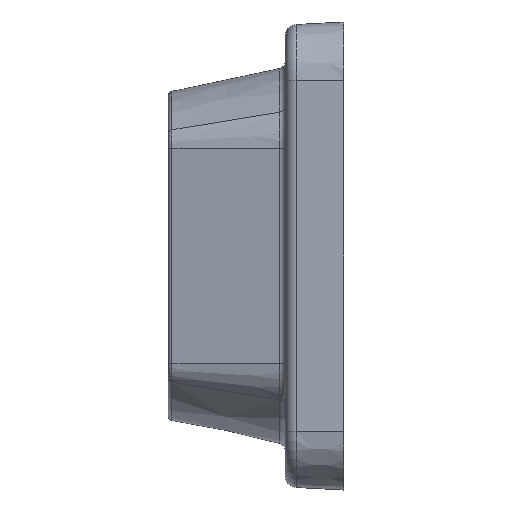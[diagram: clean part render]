
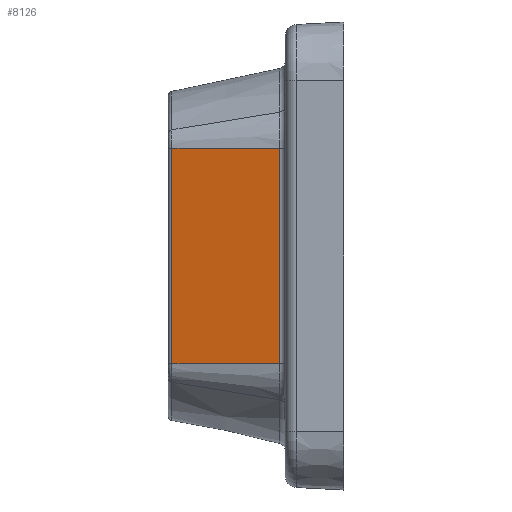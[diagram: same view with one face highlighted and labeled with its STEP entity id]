
A CAD part, left-side view. The second image highlights one B-rep face of the part: STEP entity #8126.
In plain terms, the highlighted planar face has unit normal (-0.978, 0.208, 0).
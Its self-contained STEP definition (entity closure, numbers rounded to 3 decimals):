
#330 = AXIS2_PLACEMENT_3D ( 'NONE', #3627, #7292, #2910 ) ;
#490 = ORIENTED_EDGE ( 'NONE', *, *, #783, .T. ) ;
#608 = ORIENTED_EDGE ( 'NONE', *, *, #5344, .T. ) ;
#783 = EDGE_CURVE ( 'NONE', #7351, #6038, #7543, .T. ) ;
#989 = DIRECTION ( 'NONE',  ( 0., 0., -1. ) ) ;
#1548 = VERTEX_POINT ( 'NONE', #2237 ) ;
#1849 = CARTESIAN_POINT ( 'NONE',  ( -48.5, 75., 46.019 ) ) ;
#2237 = CARTESIAN_POINT ( 'NONE',  ( -58.623, 27.376, 46.019 ) ) ;
#2375 = EDGE_CURVE ( 'NONE', #2459, #1548, #8962, .T. ) ;
#2459 = VERTEX_POINT ( 'NONE', #8366 ) ;
#2492 = EDGE_CURVE ( 'NONE', #7351, #1548, #8054, .T. ) ;
#2566 = DIRECTION ( 'NONE',  ( -0.208, -0.978, 0. ) ) ;
#2604 = ORIENTED_EDGE ( 'NONE', *, *, #2492, .F. ) ;
#2864 = CARTESIAN_POINT ( 'NONE',  ( -58.623, 27.376, -46.019 ) ) ;
#2910 = DIRECTION ( 'NONE',  ( -0.208, -0.978, 0. ) ) ;
#3543 = CARTESIAN_POINT ( 'NONE',  ( -48.837, 73.416, 46.019 ) ) ;
#3627 = CARTESIAN_POINT ( 'NONE',  ( -48.5, 75., -46.019 ) ) ;
#3877 = LINE ( 'NONE', #8797, #5831 ) ;
#4871 = EDGE_LOOP ( 'NONE', ( #2604, #490, #608, #9404 ) ) ;
#5159 = DIRECTION ( 'NONE',  ( -0.208, -0.978, 0. ) ) ;
#5344 = EDGE_CURVE ( 'NONE', #6038, #2459, #3877, .T. ) ;
#5598 = VECTOR ( 'NONE', #989, 1000. ) ;
#5831 = VECTOR ( 'NONE', #5159, 1000. ) ;
#6038 = VERTEX_POINT ( 'NONE', #9456 ) ;
#6108 = CARTESIAN_POINT ( 'NONE',  ( -48.837, 73.416, -46.019 ) ) ;
#6114 = VECTOR ( 'NONE', #2566, 1000. ) ;
#6562 = PLANE ( 'NONE',  #330 ) ;
#6787 = VECTOR ( 'NONE', #7242, 1000. ) ;
#7199 = FACE_OUTER_BOUND ( 'NONE', #4871, .T. ) ;
#7242 = DIRECTION ( 'NONE',  ( 0., 0., 1. ) ) ;
#7292 = DIRECTION ( 'NONE',  ( -0.978, 0.208, 0. ) ) ;
#7351 = VERTEX_POINT ( 'NONE', #3543 ) ;
#7543 = LINE ( 'NONE', #6108, #5598 ) ;
#8054 = LINE ( 'NONE', #1849, #6114 ) ;
#8126 = ADVANCED_FACE ( 'NONE', ( #7199 ), #6562, .T. ) ;
#8366 = CARTESIAN_POINT ( 'NONE',  ( -58.623, 27.376, -46.019 ) ) ;
#8797 = CARTESIAN_POINT ( 'NONE',  ( -48.5, 75., -46.019 ) ) ;
#8962 = LINE ( 'NONE', #2864, #6787 ) ;
#9404 = ORIENTED_EDGE ( 'NONE', *, *, #2375, .T. ) ;
#9456 = CARTESIAN_POINT ( 'NONE',  ( -48.837, 73.416, -46.019 ) ) ;
